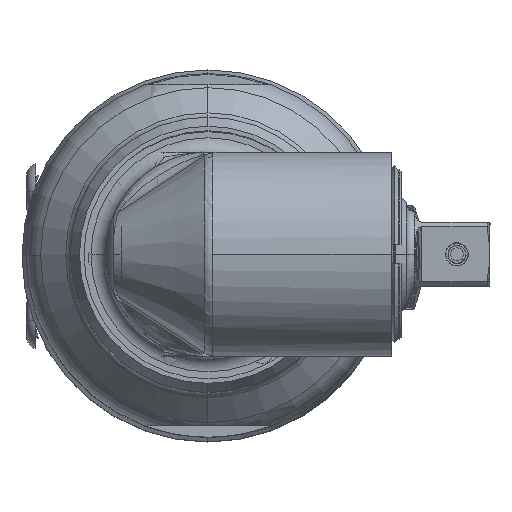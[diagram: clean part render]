
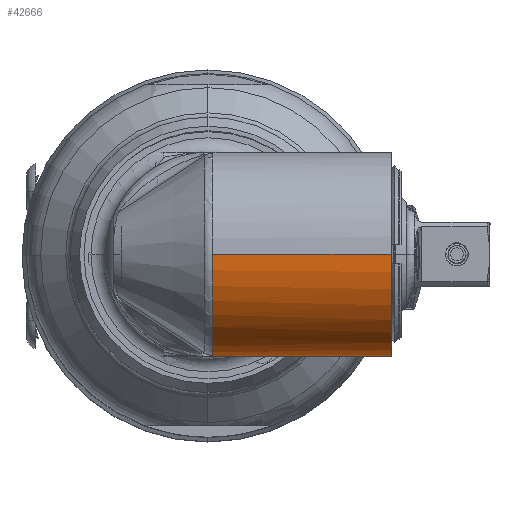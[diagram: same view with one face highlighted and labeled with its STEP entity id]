
A CAD part, top view. The second image highlights one B-rep face of the part: STEP entity #42666.
In plain terms, the highlighted cylindrical face has radius 9.995 mm (diameter 19.99 mm), a partial arc.
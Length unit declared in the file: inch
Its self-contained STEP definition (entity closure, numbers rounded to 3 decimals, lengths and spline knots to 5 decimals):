
#41212=DIRECTION('',(1.,0.,0.));
#41213=VECTOR('',#41212,0.0805);
#41214=CARTESIAN_POINT('',(0.625,0.,3.4033));
#41215=LINE('',#41214,#41213);
#41216=CARTESIAN_POINT('',(0.61417,-0.09288,
3.41442));
#41217=CARTESIAN_POINT('',(0.58292,-0.09794,
3.41565));
#41218=CARTESIAN_POINT('',(0.5213,-0.10778,
3.41825));
#41219=CARTESIAN_POINT('',(0.46083,-0.11762,
3.42126));
#41220=CARTESIAN_POINT('',(0.43098,-0.12246,
3.42284));
#41222=CARTESIAN_POINT('',(-0.00278,-0.39349,
3.79958));
#41223=CARTESIAN_POINT('',(0.00006,-0.39347,
3.80298));
#41224=CARTESIAN_POINT('',(0.00514,-0.39333,
3.80983));
#41225=CARTESIAN_POINT('',(0.01104,-0.39284,
3.82047));
#41226=CARTESIAN_POINT('',(0.01507,-0.39205,
3.83104));
#41227=CARTESIAN_POINT('',(0.0173,-0.39102,
3.84132));
#41228=CARTESIAN_POINT('',(0.01778,-0.39018,
3.84793));
#41229=CARTESIAN_POINT('',(0.01777,-0.38972,
3.85118));
#41231=DIRECTION('',(1.,0.,0.));
#41232=VECTOR('',#41231,0.68773);
#41233=CARTESIAN_POINT('',(0.01777,0.,4.1903));
#41234=LINE('',#41233,#41232);
#41272=CARTESIAN_POINT('',(-0.00278,-0.39349,
3.79958));
#41273=CARTESIAN_POINT('',(-0.00232,-0.39349,
3.79912));
#41274=CARTESIAN_POINT('',(-0.00139,-0.3935,
3.79819));
#41275=CARTESIAN_POINT('',(-0.00046,-0.3935,
3.79726));
#41276=CARTESIAN_POINT('',(0.,-0.3935,
3.7968));
#41395=CARTESIAN_POINT('',(0.625,0.,3.7968));
#41396=DIRECTION('',(1.,0.,0.));
#41397=DIRECTION('',(0.,-0.169,-0.986));
#41398=AXIS2_PLACEMENT_3D('',#41395,#41396,#41397);
#41470=CARTESIAN_POINT('',(-0.00278,-0.39349,
3.79958));
#41628=CARTESIAN_POINT('',(0.01777,0.,3.7968));
#41629=DIRECTION('',(-1.,0.,0.));
#41630=DIRECTION('',(0.,-0.99,0.138));
#41631=AXIS2_PLACEMENT_3D('',#41628,#41629,#41630);
#41720=CARTESIAN_POINT('',(0.7055,0.,3.7968));
#41721=DIRECTION('',(-1.,0.,0.));
#41722=DIRECTION('',(0.,0.,-1.));
#41723=AXIS2_PLACEMENT_3D('',#41720,#41721,#41722);
#42387=CARTESIAN_POINT('',(0.43098,-0.12246,
3.42284));
#42410=CARTESIAN_POINT('',(0.43098,-0.12246,
3.42284));
#42411=CARTESIAN_POINT('',(0.42554,-0.13688,
3.42756));
#42412=CARTESIAN_POINT('',(0.41227,-0.16631,
3.43907));
#42413=CARTESIAN_POINT('',(0.38487,-0.21031,
3.46285));
#42414=CARTESIAN_POINT('',(0.3479,-0.25453,
3.49493));
#42415=CARTESIAN_POINT('',(0.30072,-0.29666,
3.53587));
#42416=CARTESIAN_POINT('',(0.24195,-0.33495,
3.58686));
#42417=CARTESIAN_POINT('',(0.17177,-0.36666,
3.64776));
#42418=CARTESIAN_POINT('',(0.08647,-0.38882,
3.72177));
#42419=CARTESIAN_POINT('',(0.02923,-0.3935,
3.77144));
#42420=CARTESIAN_POINT('',(0.,-0.3935,
3.7968));
#42433=CARTESIAN_POINT('',(0.61405,-0.09299,
3.41444));
#42435=CARTESIAN_POINT('',(0.6143,-0.09278,
3.41439));
#42436=CARTESIAN_POINT('',(0.61634,-0.09083,
3.41393));
#42437=CARTESIAN_POINT('',(0.61986,-0.08629,
3.41285));
#42438=CARTESIAN_POINT('',(0.62401,-0.07724,
3.41091));
#42439=CARTESIAN_POINT('',(0.625,-0.07021,
3.4096));
#42440=CARTESIAN_POINT('',(0.625,-0.0664,3.40894));
#42442=CARTESIAN_POINT('',(0.625,-0.0664,
3.40894));
#42452=CARTESIAN_POINT('',(0.01777,0.,4.1903));
#42454=VERTEX_POINT('',#42452);
#42460=VERTEX_POINT('',#41470);
#42493=CARTESIAN_POINT('',(0.7055,0.,4.1903));
#42494=CARTESIAN_POINT('',(0.7055,0.,3.4033));
#42495=VERTEX_POINT('',#42493);
#42496=VERTEX_POINT('',#42494);
#42605=VERTEX_POINT('',#41229);
#42606=VERTEX_POINT('',#41276);
#42608=VERTEX_POINT('',#42387);
#42609=CARTESIAN_POINT('',(0.625,0.,3.4033));
#42610=VERTEX_POINT('',#42609);
#42611=VERTEX_POINT('',#42442);
#42612=VERTEX_POINT('',#42433);
#42641=CARTESIAN_POINT('',(0.80718,0.,3.7968));
#42642=DIRECTION('',(-1.,0.,0.));
#42643=DIRECTION('',(0.,0.,-1.));
#42644=AXIS2_PLACEMENT_3D('',#42641,#42642,#42643);
#42645=CYLINDRICAL_SURFACE('',#42644,0.3935);
#42647=ORIENTED_EDGE('',*,*,#42646,.F.);
#42648=ORIENTED_EDGE('',*,*,#42636,.F.);
#42650=ORIENTED_EDGE('',*,*,#42649,.F.);
#42652=ORIENTED_EDGE('',*,*,#42651,.F.);
#42654=ORIENTED_EDGE('',*,*,#42653,.T.);
#42656=ORIENTED_EDGE('',*,*,#42655,.T.);
#42658=ORIENTED_EDGE('',*,*,#42657,.F.);
#42660=ORIENTED_EDGE('',*,*,#42659,.T.);
#42662=ORIENTED_EDGE('',*,*,#42661,.T.);
#42663=ORIENTED_EDGE('',*,*,#42620,.T.);
#42664=EDGE_LOOP('',(#42647,#42648,#42650,#42652,#42654,#42656,#42658,#42660,
#42662,#42663));
#42665=FACE_OUTER_BOUND('',#42664,.F.);
#42666=ADVANCED_FACE('',(#42665),#42645,.T.);
#41221=B_SPLINE_CURVE_WITH_KNOTS('',3,(#41216,#41217,#41218,#41219,#41220),
.UNSPECIFIED.,.F.,.F.,(4,1,4),(0.,0.5,1.),.UNSPECIFIED.);
#41230=B_SPLINE_CURVE_WITH_KNOTS('',3,(#41222,#41223,#41224,#41225,#41226,
#41227,#41228,#41229),.UNSPECIFIED.,.F.,.F.,(4,1,1,1,1,4),(0.,0.2,0.4,
0.6,0.8,1.),.UNSPECIFIED.);
#41277=B_SPLINE_CURVE_WITH_KNOTS('',3,(#41272,#41273,#41274,#41275,#41276),
.UNSPECIFIED.,.F.,.F.,(4,1,4),(0.,0.5,1.),.UNSPECIFIED.);
#41399=CIRCLE('',#41398,0.3935);
#41632=CIRCLE('',#41631,0.3935);
#41724=CIRCLE('',#41723,0.3935);
#42421=B_SPLINE_CURVE_WITH_KNOTS('',3,(#42410,#42411,#42412,#42413,#42414,
#42415,#42416,#42417,#42418,#42419,#42420),.UNSPECIFIED.,.F.,.F.,(4,1,1,1,1,1,1,
1,4),(0.,0.125,0.25,0.375,0.5,0.625,0.75,0.875,1.),
.UNSPECIFIED.);
#42441=B_SPLINE_CURVE_WITH_KNOTS('',3,(#42435,#42436,#42437,#42438,#42439,
#42440),.UNSPECIFIED.,.F.,.F.,(4,1,1,4),(0.,0.33333,
0.66667,1.),.UNSPECIFIED.);
#42620=EDGE_CURVE('',#42454,#42495,#41234,.T.);
#42636=EDGE_CURVE('',#42610,#42496,#41215,.T.);
#42646=EDGE_CURVE('',#42496,#42495,#41724,.T.);
#42649=EDGE_CURVE('',#42611,#42610,#41399,.T.);
#42651=EDGE_CURVE('',#42612,#42611,#42441,.T.);
#42653=EDGE_CURVE('',#42612,#42608,#41221,.T.);
#42655=EDGE_CURVE('',#42608,#42606,#42421,.T.);
#42657=EDGE_CURVE('',#42460,#42606,#41277,.T.);
#42659=EDGE_CURVE('',#42460,#42605,#41230,.T.);
#42661=EDGE_CURVE('',#42605,#42454,#41632,.T.);
